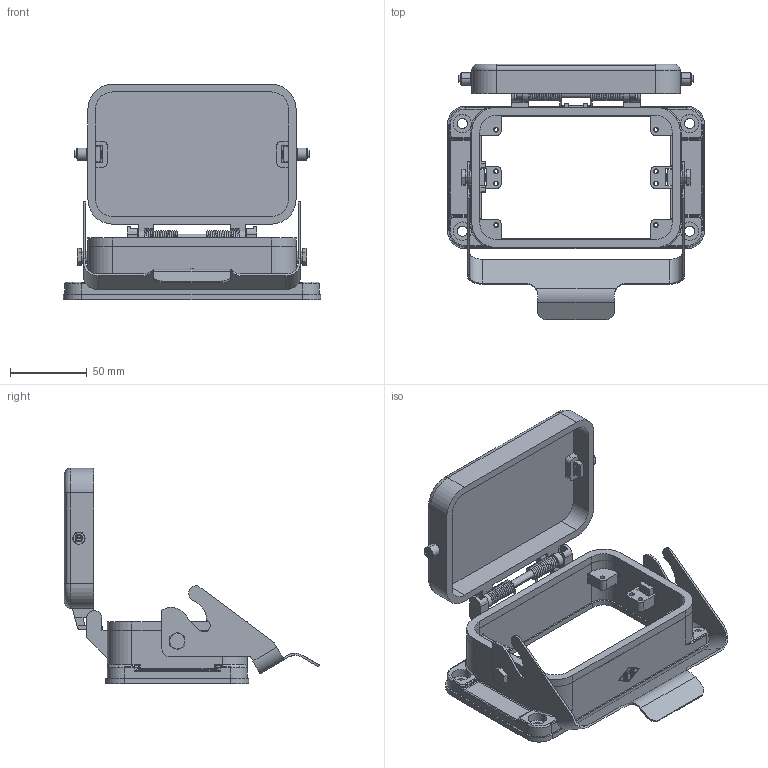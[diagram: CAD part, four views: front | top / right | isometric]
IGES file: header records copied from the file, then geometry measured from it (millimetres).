
Global section: file name: No Iges File Name specified; native system: AutoDesk Inventor R6.1; preprocessor: AutoDesk Inventor Iges Exporter R6.1; author: No Author specified; organization: No Organization specified; date: 20070102.153854; units: millimetre
Bounding box: 167.5 x 166.2 x 140.2 mm (x, y, z)
Volume: 230404.3 mm3; surface area: 113911.9 mm2
Topology: 6 solids, 6 shells, 798 faces, 2113 edges, 1342 vertices
Faces by surface type: bspline 239, plane 218, revolution 159, cylinder 144, torus 26, cone 12
